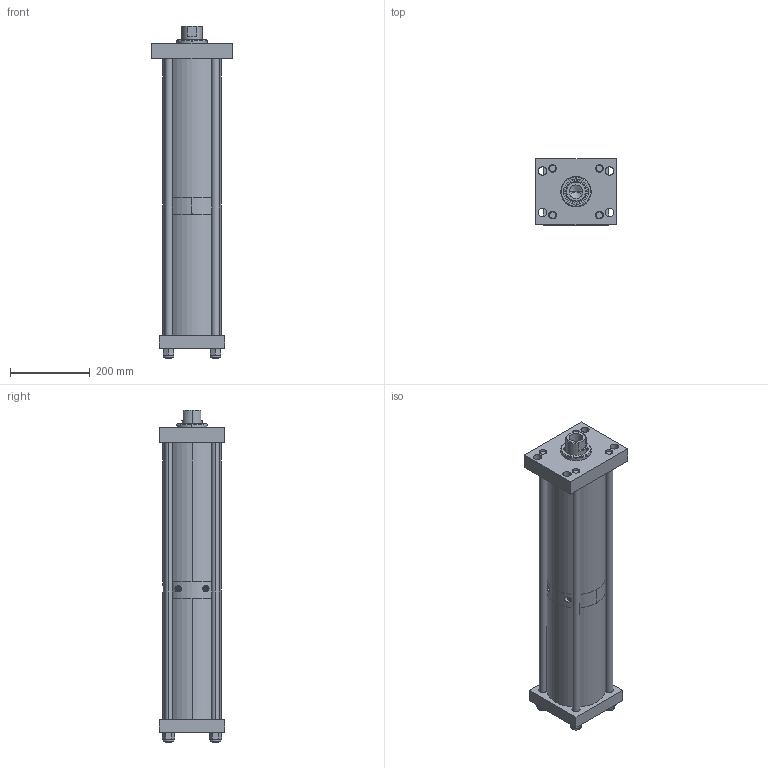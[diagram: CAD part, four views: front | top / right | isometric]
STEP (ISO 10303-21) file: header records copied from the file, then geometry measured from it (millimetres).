
FILE_DESCRIPTION (( 'STEP AP203' ), '1' );
FILE_NAME ('HZ-15-.50-FH.STEP', '2016-04-20T14:26:32', ( 'myvpn' ), ( '' ), 'SwSTEP 2.0', 'SolidWorks 2014', '' );
FILE_SCHEMA (( 'CONFIG_CONTROL_DESIGN' ));
Length unit declared in the file: inch
Products named in the file (10): HZ1514_.50; E1017; NLN .75; E1004; HZ1518_.50; HZ1010; HZ1505_.50; F1003; HZ1001_1.00; HZ-15-.50-FH
Assembly tree (15 placements, depth 2):
  HZ-15-.50-FH
    E1004
    F1003
    E1017
    HZ1001_1.00
    HZ1505_.50
    HZ1010
    HZ1514_.50
    HZ1518_.50  x4
    NLN .75  x4
Bounding box: 203.2 x 165.1 x 833.5 mm (x, y, z)
Volume: 6546321.7 mm3; surface area: 1117955.7 mm2
Topology: 15 solids, 15 shells, 508 faces, 1201 edges, 651 vertices
Faces by surface type: cylinder 236, plane 130, bspline 48, sphere 48, cone 46
Entity records: 10053 total; most frequent: CARTESIAN_POINT 2428, DIRECTION 1448, ORIENTED_EDGE 1240, EDGE_CURVE 620, AXIS2_PLACEMENT_3D 600, VERTEX_POINT 387, EDGE_LOOP 341, CIRCLE 320
